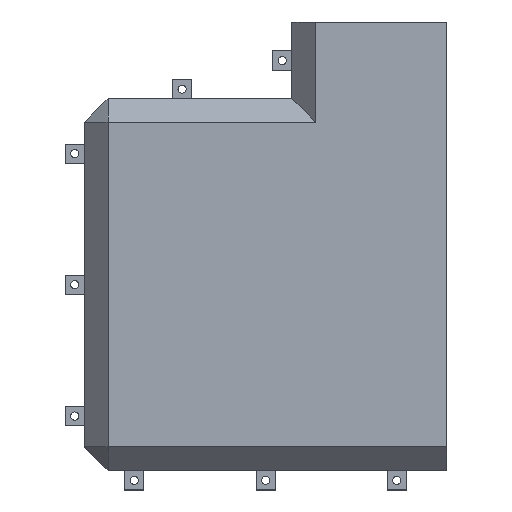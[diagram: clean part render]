
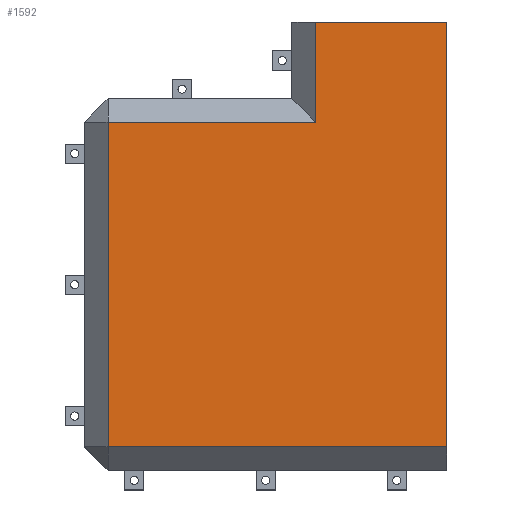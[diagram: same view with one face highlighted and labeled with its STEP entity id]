
A CAD part, top view. The second image highlights one B-rep face of the part: STEP entity #1592.
In plain terms, the highlighted planar face has unit normal (0, 0, 1).
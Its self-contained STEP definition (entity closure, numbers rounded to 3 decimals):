
#425 = VERTEX_POINT('',#426);
#426 = CARTESIAN_POINT('',(76.,-68.,86.));
#434 = VERTEX_POINT('',#435);
#435 = CARTESIAN_POINT('',(-66.,-68.,86.));
#441 = EDGE_CURVE('',#425,#434,#442,.T.);
#442 = LINE('',#443,#444);
#443 = CARTESIAN_POINT('',(76.,-68.,86.));
#444 = VECTOR('',#445,1.);
#445 = DIRECTION('',(-1.,0.,0.));
#515 = VERTEX_POINT('',#516);
#516 = CARTESIAN_POINT('',(76.,110.,86.));
#522 = EDGE_CURVE('',#515,#425,#523,.T.);
#523 = LINE('',#524,#525);
#524 = CARTESIAN_POINT('',(76.,110.,86.));
#525 = VECTOR('',#526,1.);
#526 = DIRECTION('',(0.,-1.,0.));
#1546 = VERTEX_POINT('',#1547);
#1547 = CARTESIAN_POINT('',(21.,110.,86.));
#1553 = EDGE_CURVE('',#1546,#515,#1554,.T.);
#1554 = LINE('',#1555,#1556);
#1555 = CARTESIAN_POINT('',(11.,110.,86.));
#1556 = VECTOR('',#1557,1.);
#1557 = DIRECTION('',(1.,0.,0.));
#1592 = ADVANCED_FACE('',(#1593),#1620,.T.);
#1593 = FACE_BOUND('',#1594,.T.);
#1594 = EDGE_LOOP('',(#1595,#1596,#1597,#1605,#1613,#1619));
#1595 = ORIENTED_EDGE('',*,*,#522,.F.);
#1596 = ORIENTED_EDGE('',*,*,#1553,.F.);
#1597 = ORIENTED_EDGE('',*,*,#1598,.F.);
#1598 = EDGE_CURVE('',#1599,#1546,#1601,.T.);
#1599 = VERTEX_POINT('',#1600);
#1600 = CARTESIAN_POINT('',(21.,68.,86.));
#1601 = LINE('',#1602,#1603);
#1602 = CARTESIAN_POINT('',(21.,78.,86.));
#1603 = VECTOR('',#1604,1.);
#1604 = DIRECTION('',(0.,1.,0.));
#1605 = ORIENTED_EDGE('',*,*,#1606,.F.);
#1606 = EDGE_CURVE('',#1607,#1599,#1609,.T.);
#1607 = VERTEX_POINT('',#1608);
#1608 = CARTESIAN_POINT('',(-66.,68.,86.));
#1609 = LINE('',#1610,#1611);
#1610 = CARTESIAN_POINT('',(-76.,68.,86.));
#1611 = VECTOR('',#1612,1.);
#1612 = DIRECTION('',(1.,0.,0.));
#1613 = ORIENTED_EDGE('',*,*,#1614,.F.);
#1614 = EDGE_CURVE('',#434,#1607,#1615,.T.);
#1615 = LINE('',#1616,#1617);
#1616 = CARTESIAN_POINT('',(-66.,-78.,86.));
#1617 = VECTOR('',#1618,1.);
#1618 = DIRECTION('',(0.,1.,0.));
#1619 = ORIENTED_EDGE('',*,*,#441,.F.);
#1620 = PLANE('',#1621);
#1621 = AXIS2_PLACEMENT_3D('',#1622,#1623,#1624);
#1622 = CARTESIAN_POINT('',(4.094,11.906,86.));
#1623 = DIRECTION('',(0.,0.,1.));
#1624 = DIRECTION('',(1.,0.,0.));
